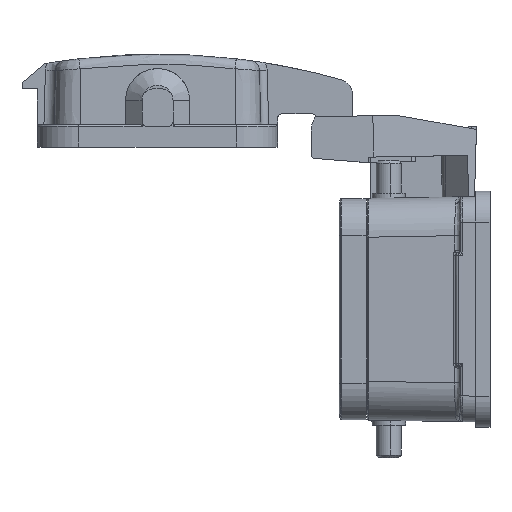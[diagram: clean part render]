
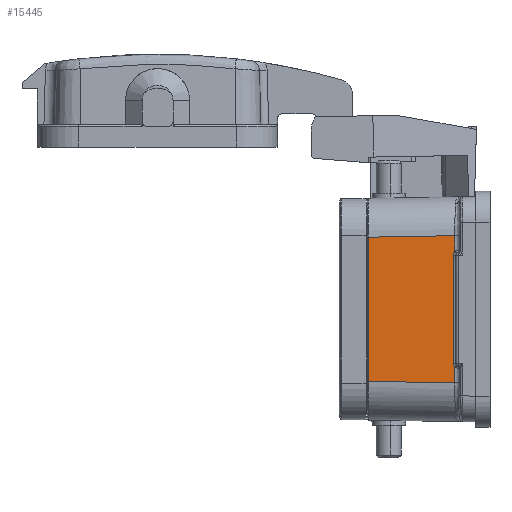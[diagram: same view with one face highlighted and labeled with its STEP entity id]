
A CAD part, left-side view. The second image highlights one B-rep face of the part: STEP entity #15445.
In plain terms, the highlighted planar face has unit normal (-1, 0.018, 0).
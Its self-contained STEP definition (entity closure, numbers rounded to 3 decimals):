
#230 = VECTOR ( 'NONE', #17885, 1000. ) ;
#394 = VECTOR ( 'NONE', #13294, 1000. ) ;
#527 = VECTOR ( 'NONE', #18271, 1000. ) ;
#597 = VECTOR ( 'NONE', #13110, 1000. ) ;
#721 = VECTOR ( 'NONE', #18395, 1000. ) ;
#818 = VECTOR ( 'NONE', #8612, 1000. ) ;
#1875 = EDGE_LOOP ( 'NONE', ( #20199, #20038, #20036, #20197, #20026, #20028, #20035, #20033 ) ) ;
#4478 = CARTESIAN_POINT ( 'NONE',  ( -36.747, -19.017, -11.223 ) ) ;
#4732 = CARTESIAN_POINT ( 'NONE',  ( -36.455, -2.295, 13.956 ) ) ;
#4743 = CARTESIAN_POINT ( 'NONE',  ( -36.747, -19.017, -14.248 ) ) ;
#4747 = CARTESIAN_POINT ( 'NONE',  ( -36.455, -2.295, -13.956 ) ) ;
#4882 = CARTESIAN_POINT ( 'NONE',  ( -36.747, -19.017, 11.223 ) ) ;
#4883 = CARTESIAN_POINT ( 'NONE',  ( -36.742, -18.709, -10.5 ) ) ;
#4884 = CARTESIAN_POINT ( 'NONE',  ( -36.742, -18.709, 10.5 ) ) ;
#5111 = CARTESIAN_POINT ( 'NONE',  ( -36.747, -19.017, 14.248 ) ) ;
#5453 = DIRECTION ( 'NONE',  ( -0.017, -1., 0. ) ) ;
#5455 = DIRECTION ( 'NONE',  ( -1., 0.017, 0. ) ) ;
#5456 = CARTESIAN_POINT ( 'NONE',  ( -36.45, -2., 23.707 ) ) ;
#5457 = PLANE ( 'NONE',  #14360 ) ;
#8605 = LINE ( 'NONE', #8609, #818 ) ;
#8609 = CARTESIAN_POINT ( 'NONE',  ( -36.747, -19.017, 23.707 ) ) ;
#8612 = DIRECTION ( 'NONE',  ( 0., 0., 1. ) ) ;
#10664 = EDGE_CURVE ( 'NONE', #12032, #12028, #17703, .T. ) ;
#10684 = EDGE_CURVE ( 'NONE', #12043, #12028, #18423, .T. ) ;
#10717 = EDGE_CURVE ( 'NONE', #12332, #11890, #21847, .T. ) ;
#10726 = EDGE_CURVE ( 'NONE', #11646, #12043, #18267, .T. ) ;
#10899 = EDGE_CURVE ( 'NONE', #11891, #11646, #8605, .T. ) ;
#11014 = EDGE_CURVE ( 'NONE', #11889, #11891, #12517, .T. ) ;
#11311 = EDGE_CURVE ( 'NONE', #11890, #11889, #13296, .T. ) ;
#11340 = EDGE_CURVE ( 'NONE', #12032, #12332, #13112, .T. ) ;
#11646 = VERTEX_POINT ( 'NONE', #5111 ) ;
#11889 = VERTEX_POINT ( 'NONE', #4884 ) ;
#11890 = VERTEX_POINT ( 'NONE', #4883 ) ;
#11891 = VERTEX_POINT ( 'NONE', #4882 ) ;
#12028 = VERTEX_POINT ( 'NONE', #4747 ) ;
#12032 = VERTEX_POINT ( 'NONE', #4743 ) ;
#12043 = VERTEX_POINT ( 'NONE', #4732 ) ;
#12332 = VERTEX_POINT ( 'NONE', #4478 ) ;
#12517 = B_SPLINE_CURVE_WITH_KNOTS ( 'NONE', 3,
 ( #18898, #18894, #18893, #18892, #18891, #18890, #18889, #18888 ),
 .UNSPECIFIED., .F., .F.,
 ( 4, 2, 2, 4 ),
 ( 0., 0.25, 0.5, 1. ),
 .UNSPECIFIED. ) ;
#13110 = DIRECTION ( 'NONE',  ( 0., 0., 1. ) ) ;
#13111 = CARTESIAN_POINT ( 'NONE',  ( -36.747, -19.017, 23.707 ) ) ;
#13112 = LINE ( 'NONE', #13111, #597 ) ;
#13294 = DIRECTION ( 'NONE',  ( 0., 0., 1. ) ) ;
#13295 = CARTESIAN_POINT ( 'NONE',  ( -36.742, -18.709, 23.707 ) ) ;
#13296 = LINE ( 'NONE', #13295, #394 ) ;
#14348 = FACE_OUTER_BOUND ( 'NONE', #1875, .T. ) ;
#14360 = AXIS2_PLACEMENT_3D ( 'NONE', #5456, #5455, #5453 ) ;
#15445 = ADVANCED_FACE ( 'NONE', ( #14348 ), #5457, .T. ) ;
#17703 = LINE ( 'NONE', #17812, #230 ) ;
#17812 = CARTESIAN_POINT ( 'NONE',  ( -36.837, -24.183, -14.338 ) ) ;
#17885 = DIRECTION ( 'NONE',  ( 0.017, 1., 0.017 ) ) ;
#18099 = CARTESIAN_POINT ( 'NONE',  ( -36.455, -2.295, 23.707 ) ) ;
#18132 = CARTESIAN_POINT ( 'NONE',  ( -36.747, -19.017, -11.223 ) ) ;
#18134 = CARTESIAN_POINT ( 'NONE',  ( -36.745, -18.92, -11.128 ) ) ;
#18136 = CARTESIAN_POINT ( 'NONE',  ( -36.744, -18.844, -11.02 ) ) ;
#18138 = CARTESIAN_POINT ( 'NONE',  ( -36.742, -18.737, -10.771 ) ) ;
#18140 = CARTESIAN_POINT ( 'NONE',  ( -36.742, -18.709, -10.639 ) ) ;
#18142 = CARTESIAN_POINT ( 'NONE',  ( -36.742, -18.709, -10.5 ) ) ;
#18267 = LINE ( 'NONE', #18269, #527 ) ;
#18269 = CARTESIAN_POINT ( 'NONE',  ( -36.747, -19.017, 14.248 ) ) ;
#18271 = DIRECTION ( 'NONE',  ( 0.017, 1., -0.017 ) ) ;
#18395 = DIRECTION ( 'NONE',  ( 0., 0., -1. ) ) ;
#18423 = LINE ( 'NONE', #18099, #721 ) ;
#18888 = CARTESIAN_POINT ( 'NONE',  ( -36.747, -19.017, 11.223 ) ) ;
#18889 = CARTESIAN_POINT ( 'NONE',  ( -36.745, -18.919, 11.127 ) ) ;
#18890 = CARTESIAN_POINT ( 'NONE',  ( -36.744, -18.843, 11.018 ) ) ;
#18891 = CARTESIAN_POINT ( 'NONE',  ( -36.743, -18.764, 10.833 ) ) ;
#18892 = CARTESIAN_POINT ( 'NONE',  ( -36.742, -18.743, 10.768 ) ) ;
#18893 = CARTESIAN_POINT ( 'NONE',  ( -36.742, -18.716, 10.636 ) ) ;
#18894 = CARTESIAN_POINT ( 'NONE',  ( -36.742, -18.709, 10.569 ) ) ;
#18898 = CARTESIAN_POINT ( 'NONE',  ( -36.742, -18.709, 10.5 ) ) ;
#20026 = ORIENTED_EDGE ( 'NONE', *, *, #10684, .T. ) ;
#20028 = ORIENTED_EDGE ( 'NONE', *, *, #10664, .F. ) ;
#20033 = ORIENTED_EDGE ( 'NONE', *, *, #10717, .T. ) ;
#20035 = ORIENTED_EDGE ( 'NONE', *, *, #11340, .T. ) ;
#20036 = ORIENTED_EDGE ( 'NONE', *, *, #10899, .T. ) ;
#20038 = ORIENTED_EDGE ( 'NONE', *, *, #11014, .T. ) ;
#20197 = ORIENTED_EDGE ( 'NONE', *, *, #10726, .T. ) ;
#20199 = ORIENTED_EDGE ( 'NONE', *, *, #11311, .T. ) ;
#21847 = B_SPLINE_CURVE_WITH_KNOTS ( 'NONE', 3,
 ( #18132, #18134, #18136, #18138, #18140, #18142 ),
 .UNSPECIFIED., .F., .F.,
 ( 4, 2, 4 ),
 ( 0., 0.5, 1. ),
 .UNSPECIFIED. ) ;
